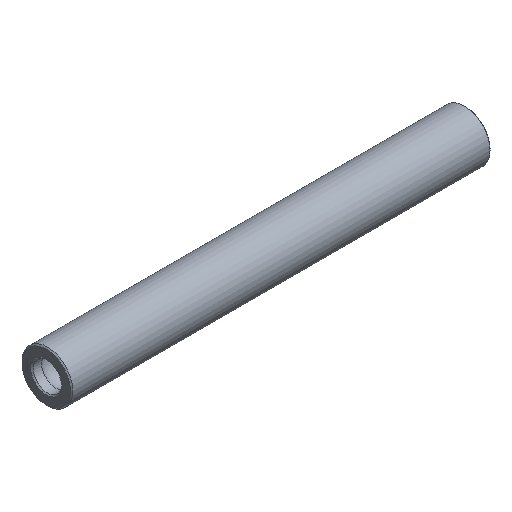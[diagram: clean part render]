
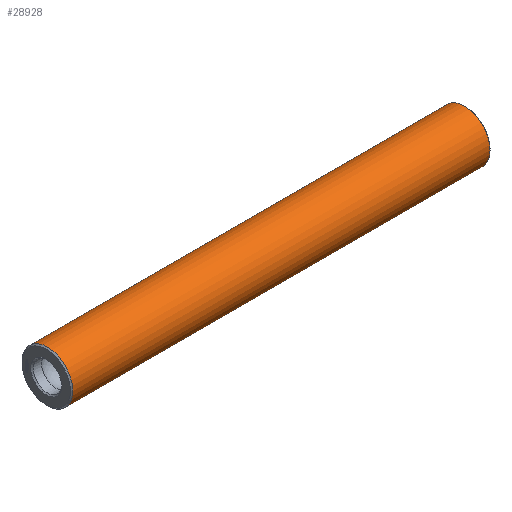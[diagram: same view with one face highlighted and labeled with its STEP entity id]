
A CAD part, isometric view. The second image highlights one B-rep face of the part: STEP entity #28928.
In plain terms, the highlighted cylindrical face has radius 6.25 mm (diameter 12.5 mm), a full revolution.
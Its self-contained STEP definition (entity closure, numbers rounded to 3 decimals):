
#134 = CONICAL_SURFACE('',#135,5.95,0.785);
#135 = AXIS2_PLACEMENT_3D('',#136,#137,#138);
#136 = CARTESIAN_POINT('',(-103.125,0.,0.));
#137 = DIRECTION('',(1.,0.,0.));
#138 = DIRECTION('',(0.,0.,1.));
#10769 = VERTEX_POINT('',#10770);
#10770 = CARTESIAN_POINT('',(-102.825,0.,6.25));
#10791 = EDGE_CURVE('',#10769,#10769,#10792,.T.);
#10792 = SURFACE_CURVE('',#10793,(#10798,#10805),.PCURVE_S1.);
#10793 = CIRCLE('',#10794,6.25);
#10794 = AXIS2_PLACEMENT_3D('',#10795,#10796,#10797);
#10795 = CARTESIAN_POINT('',(-102.825,0.,0.));
#10796 = DIRECTION('',(1.,0.,0.));
#10797 = DIRECTION('',(0.,0.,1.));
#10798 = PCURVE('',#134,#10799);
#10799 = DEFINITIONAL_REPRESENTATION('',(#10800),#10804);
#10800 = LINE('',#10801,#10802);
#10801 = CARTESIAN_POINT('',(0.,0.3));
#10802 = VECTOR('',#10803,1.);
#10803 = DIRECTION('',(1.,0.));
#10804 = ( GEOMETRIC_REPRESENTATION_CONTEXT(2) 
PARAMETRIC_REPRESENTATION_CONTEXT() REPRESENTATION_CONTEXT('2D SPACE',''
  ) );
#10805 = PCURVE('',#10806,#10811);
#10806 = CYLINDRICAL_SURFACE('',#10807,6.25);
#10807 = AXIS2_PLACEMENT_3D('',#10808,#10809,#10810);
#10808 = CARTESIAN_POINT('',(-102.825,0.,0.));
#10809 = DIRECTION('',(1.,0.,0.));
#10810 = DIRECTION('',(0.,0.,1.));
#10811 = DEFINITIONAL_REPRESENTATION('',(#10812),#10816);
#10812 = LINE('',#10813,#10814);
#10813 = CARTESIAN_POINT('',(0.,0.));
#10814 = VECTOR('',#10815,1.);
#10815 = DIRECTION('',(1.,0.));
#10816 = ( GEOMETRIC_REPRESENTATION_CONTEXT(2) 
PARAMETRIC_REPRESENTATION_CONTEXT() REPRESENTATION_CONTEXT('2D SPACE',''
  ) );
#28928 = ADVANCED_FACE('',(#28929),#10806,.T.);
#28929 = FACE_BOUND('',#28930,.T.);
#28930 = EDGE_LOOP('',(#28931,#28932,#28955,#28982));
#28931 = ORIENTED_EDGE('',*,*,#10791,.T.);
#28932 = ORIENTED_EDGE('',*,*,#28933,.T.);
#28933 = EDGE_CURVE('',#10769,#28934,#28936,.T.);
#28934 = VERTEX_POINT('',#28935);
#28935 = CARTESIAN_POINT('',(-0.3,0.,6.25));
#28936 = SEAM_CURVE('',#28937,(#28941,#28948),.PCURVE_S1.);
#28937 = LINE('',#28938,#28939);
#28938 = CARTESIAN_POINT('',(-102.825,0.,6.25));
#28939 = VECTOR('',#28940,1.);
#28940 = DIRECTION('',(1.,0.,0.));
#28941 = PCURVE('',#10806,#28942);
#28942 = DEFINITIONAL_REPRESENTATION('',(#28943),#28947);
#28943 = LINE('',#28944,#28945);
#28944 = CARTESIAN_POINT('',(0.,0.));
#28945 = VECTOR('',#28946,1.);
#28946 = DIRECTION('',(0.,1.));
#28947 = ( GEOMETRIC_REPRESENTATION_CONTEXT(2) 
PARAMETRIC_REPRESENTATION_CONTEXT() REPRESENTATION_CONTEXT('2D SPACE',''
  ) );
#28948 = PCURVE('',#10806,#28949);
#28949 = DEFINITIONAL_REPRESENTATION('',(#28950),#28954);
#28950 = LINE('',#28951,#28952);
#28951 = CARTESIAN_POINT('',(6.283,0.));
#28952 = VECTOR('',#28953,1.);
#28953 = DIRECTION('',(0.,1.));
#28954 = ( GEOMETRIC_REPRESENTATION_CONTEXT(2) 
PARAMETRIC_REPRESENTATION_CONTEXT() REPRESENTATION_CONTEXT('2D SPACE',''
  ) );
#28955 = ORIENTED_EDGE('',*,*,#28956,.F.);
#28956 = EDGE_CURVE('',#28934,#28934,#28957,.T.);
#28957 = SURFACE_CURVE('',#28958,(#28963,#28970),.PCURVE_S1.);
#28958 = CIRCLE('',#28959,6.25);
#28959 = AXIS2_PLACEMENT_3D('',#28960,#28961,#28962);
#28960 = CARTESIAN_POINT('',(-0.3,0.,0.));
#28961 = DIRECTION('',(1.,0.,0.));
#28962 = DIRECTION('',(0.,0.,1.));
#28963 = PCURVE('',#10806,#28964);
#28964 = DEFINITIONAL_REPRESENTATION('',(#28965),#28969);
#28965 = LINE('',#28966,#28967);
#28966 = CARTESIAN_POINT('',(0.,102.525));
#28967 = VECTOR('',#28968,1.);
#28968 = DIRECTION('',(1.,0.));
#28969 = ( GEOMETRIC_REPRESENTATION_CONTEXT(2) 
PARAMETRIC_REPRESENTATION_CONTEXT() REPRESENTATION_CONTEXT('2D SPACE',''
  ) );
#28970 = PCURVE('',#28971,#28976);
#28971 = CONICAL_SURFACE('',#28972,6.25,0.785);
#28972 = AXIS2_PLACEMENT_3D('',#28973,#28974,#28975);
#28973 = CARTESIAN_POINT('',(-0.3,0.,0.));
#28974 = DIRECTION('',(-1.,-0.,-0.));
#28975 = DIRECTION('',(0.,0.,1.));
#28976 = DEFINITIONAL_REPRESENTATION('',(#28977),#28981);
#28977 = LINE('',#28978,#28979);
#28978 = CARTESIAN_POINT('',(-0.,-0.));
#28979 = VECTOR('',#28980,1.);
#28980 = DIRECTION('',(-1.,-0.));
#28981 = ( GEOMETRIC_REPRESENTATION_CONTEXT(2) 
PARAMETRIC_REPRESENTATION_CONTEXT() REPRESENTATION_CONTEXT('2D SPACE',''
  ) );
#28982 = ORIENTED_EDGE('',*,*,#28933,.F.);
